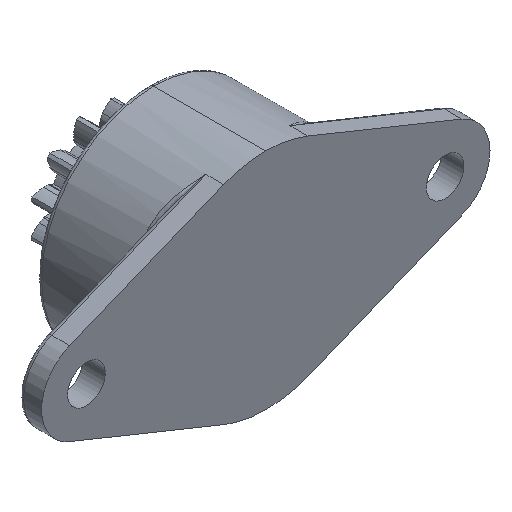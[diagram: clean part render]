
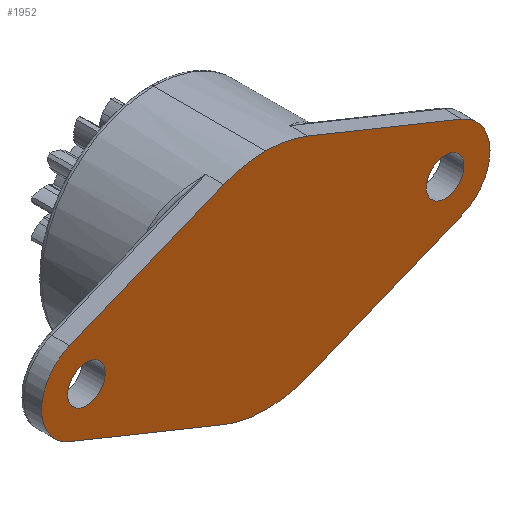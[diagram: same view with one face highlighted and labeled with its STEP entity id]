
A CAD part, isometric view. The second image highlights one B-rep face of the part: STEP entity #1952.
In plain terms, the highlighted planar face has unit normal (0, -1, 0).
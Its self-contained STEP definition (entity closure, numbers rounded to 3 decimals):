
#2 = AXIS2_PLACEMENT_3D ( 'NONE', #6306, #3278, #249 ) ;
#35 = CARTESIAN_POINT ( 'NONE',  ( -21.875, 0., 4.635 ) ) ;
#60 = VERTEX_POINT ( 'NONE', #4756 ) ;
#113 = CIRCLE ( 'NONE', #960, 2.1 ) ;
#130 = CARTESIAN_POINT ( 'NONE',  ( -21.875, 0., -4.635 ) ) ;
#152 = EDGE_CURVE ( 'NONE', #340, #60, #2123, .T. ) ;
#155 = CIRCLE ( 'NONE', #2, 2.1 ) ;
#171 = CARTESIAN_POINT ( 'NONE',  ( 0., 0., 0. ) ) ;
#249 = DIRECTION ( 'NONE',  ( 1., 0., 0. ) ) ;
#320 = AXIS2_PLACEMENT_3D ( 'NONE', #171, #3753, #2694 ) ;
#340 = VERTEX_POINT ( 'NONE', #5819 ) ;
#362 = VERTEX_POINT ( 'NONE', #4867 ) ;
#479 = LINE ( 'NONE', #4382, #4666 ) ;
#487 = VECTOR ( 'NONE', #635, 1000. ) ;
#533 = CARTESIAN_POINT ( 'NONE',  ( -4.687, 0., 11.588 ) ) ;
#602 = ORIENTED_EDGE ( 'NONE', *, *, #3302, .F. ) ;
#635 = DIRECTION ( 'NONE',  ( -0.927, 0., 0.375 ) ) ;
#670 = VECTOR ( 'NONE', #3079, 1000. ) ;
#719 = CARTESIAN_POINT ( 'NONE',  ( -20., 0., 0. ) ) ;
#765 = CARTESIAN_POINT ( 'NONE',  ( -22.1, 0., 0. ) ) ;
#823 = DIRECTION ( 'NONE',  ( -0.927, 0., -0.375 ) ) ;
#889 = CARTESIAN_POINT ( 'NONE',  ( 4.687, 0., -11.588 ) ) ;
#894 = DIRECTION ( 'NONE',  ( 0., -1., 0. ) ) ;
#960 = AXIS2_PLACEMENT_3D ( 'NONE', #4195, #1138, #4702 ) ;
#1006 = AXIS2_PLACEMENT_3D ( 'NONE', #2987, #6531, #3492 ) ;
#1036 = EDGE_CURVE ( 'NONE', #3685, #3878, #4526, .T. ) ;
#1138 = DIRECTION ( 'NONE',  ( 0., -1., 0. ) ) ;
#1223 = DIRECTION ( 'NONE',  ( 0., 0., -1. ) ) ;
#1311 = EDGE_CURVE ( 'NONE', #6087, #4843, #4592, .T. ) ;
#1329 = CARTESIAN_POINT ( 'NONE',  ( -25.3, 0., -12.65 ) ) ;
#1360 = DIRECTION ( 'NONE',  ( 0.927, 0., -0.375 ) ) ;
#1477 = FACE_BOUND ( 'NONE', #4993, .T. ) ;
#1514 = VERTEX_POINT ( 'NONE', #2219 ) ;
#1536 = CARTESIAN_POINT ( 'NONE',  ( 0., 0., 0. ) ) ;
#1555 = ORIENTED_EDGE ( 'NONE', *, *, #6519, .F. ) ;
#1641 = DIRECTION ( 'NONE',  ( 0., 1., 0. ) ) ;
#1689 = CIRCLE ( 'NONE', #6078, 12.5 ) ;
#1762 = VERTEX_POINT ( 'NONE', #2158 ) ;
#1797 = CARTESIAN_POINT ( 'NONE',  ( 21.875, 0., -4.635 ) ) ;
#1860 = DIRECTION ( 'NONE',  ( 0., 0., 1. ) ) ;
#1952 = ADVANCED_FACE ( 'NONE', ( #2834, #1477, #5529 ), #4857, .F. ) ;
#2053 = DIRECTION ( 'NONE',  ( 0., 0., -1. ) ) ;
#2070 = VECTOR ( 'NONE', #1360, 1000. ) ;
#2114 = ORIENTED_EDGE ( 'NONE', *, *, #2426, .F. ) ;
#2123 = CIRCLE ( 'NONE', #320, 12.5 ) ;
#2150 = EDGE_CURVE ( 'NONE', #3878, #4037, #5934, .T. ) ;
#2158 = CARTESIAN_POINT ( 'NONE',  ( 4.688, 0., 11.588 ) ) ;
#2219 = CARTESIAN_POINT ( 'NONE',  ( 22.1, 0., 0. ) ) ;
#2252 = CARTESIAN_POINT ( 'NONE',  ( 20., 0., 0. ) ) ;
#2254 = EDGE_CURVE ( 'NONE', #3936, #1762, #4091, .T. ) ;
#2260 = ORIENTED_EDGE ( 'NONE', *, *, #5337, .F. ) ;
#2339 = VERTEX_POINT ( 'NONE', #4751 ) ;
#2426 = EDGE_CURVE ( 'NONE', #4037, #3936, #3134, .T. ) ;
#2482 = EDGE_CURVE ( 'NONE', #2339, #1514, #113, .T. ) ;
#2694 = DIRECTION ( 'NONE',  ( 0., 0., -1. ) ) ;
#2762 = DIRECTION ( 'NONE',  ( 0., 0., -1. ) ) ;
#2834 = FACE_BOUND ( 'NONE', #4718, .T. ) ;
#2961 = CARTESIAN_POINT ( 'NONE',  ( 0., 0., 0. ) ) ;
#2987 = CARTESIAN_POINT ( 'NONE',  ( -20., 0., 0. ) ) ;
#3079 = DIRECTION ( 'NONE',  ( 0.927, 0., 0.375 ) ) ;
#3108 = ORIENTED_EDGE ( 'NONE', *, *, #4179, .F. ) ;
#3128 = CARTESIAN_POINT ( 'NONE',  ( 21.875, 0., 4.635 ) ) ;
#3134 = CIRCLE ( 'NONE', #4496, 12.5 ) ;
#3278 = DIRECTION ( 'NONE',  ( 0., -1., 0. ) ) ;
#3302 = EDGE_CURVE ( 'NONE', #6567, #340, #1689, .T. ) ;
#3459 = DIRECTION ( 'NONE',  ( 0., 0., -1. ) ) ;
#3492 = DIRECTION ( 'NONE',  ( 1., 0., 0. ) ) ;
#3685 = VERTEX_POINT ( 'NONE', #4571 ) ;
#3753 = DIRECTION ( 'NONE',  ( 0., 1., 0. ) ) ;
#3799 = ORIENTED_EDGE ( 'NONE', *, *, #3856, .F. ) ;
#3856 = EDGE_CURVE ( 'NONE', #6276, #362, #6260, .T. ) ;
#3878 = VERTEX_POINT ( 'NONE', #5983 ) ;
#3936 = VERTEX_POINT ( 'NONE', #6536 ) ;
#3945 = CARTESIAN_POINT ( 'NONE',  ( -20., 0., 0. ) ) ;
#4037 = VERTEX_POINT ( 'NONE', #533 ) ;
#4091 = CIRCLE ( 'NONE', #4612, 12.5 ) ;
#4136 = ORIENTED_EDGE ( 'NONE', *, *, #2150, .F. ) ;
#4179 = EDGE_CURVE ( 'NONE', #60, #3685, #4532, .T. ) ;
#4195 = CARTESIAN_POINT ( 'NONE',  ( 20., 0., 0. ) ) ;
#4277 = DIRECTION ( 'NONE',  ( 0., 1., 0. ) ) ;
#4286 = EDGE_CURVE ( 'NONE', #1514, #2339, #155, .T. ) ;
#4382 = CARTESIAN_POINT ( 'NONE',  ( 21.875, 0., -4.635 ) ) ;
#4408 = AXIS2_PLACEMENT_3D ( 'NONE', #1329, #4882, #1860 ) ;
#4457 = DIRECTION ( 'NONE',  ( 1., 0., 0. ) ) ;
#4496 = AXIS2_PLACEMENT_3D ( 'NONE', #2961, #6496, #3459 ) ;
#4503 = EDGE_LOOP ( 'NONE', ( #1555, #5932, #5206, #5106, #2114, #4136, #4726, #3108, #5823, #602 ) ) ;
#4526 = CIRCLE ( 'NONE', #5701, 5. ) ;
#4532 = LINE ( 'NONE', #130, #487 ) ;
#4570 = AXIS2_PLACEMENT_3D ( 'NONE', #2252, #5791, #2762 ) ;
#4571 = CARTESIAN_POINT ( 'NONE',  ( -21.875, 0., -4.635 ) ) ;
#4592 = CIRCLE ( 'NONE', #4570, 5. ) ;
#4612 = AXIS2_PLACEMENT_3D ( 'NONE', #4683, #1641, #5184 ) ;
#4666 = VECTOR ( 'NONE', #823, 1000. ) ;
#4683 = CARTESIAN_POINT ( 'NONE',  ( 0., 0., 0. ) ) ;
#4702 = DIRECTION ( 'NONE',  ( 1., 0., 0. ) ) ;
#4718 = EDGE_LOOP ( 'NONE', ( #5205, #5177 ) ) ;
#4726 = ORIENTED_EDGE ( 'NONE', *, *, #1036, .F. ) ;
#4751 = CARTESIAN_POINT ( 'NONE',  ( 17.9, 0., 0. ) ) ;
#4756 = CARTESIAN_POINT ( 'NONE',  ( -4.687, 0., -11.588 ) ) ;
#4843 = VERTEX_POINT ( 'NONE', #1797 ) ;
#4857 = PLANE ( 'NONE',  #4408 ) ;
#4867 = CARTESIAN_POINT ( 'NONE',  ( -17.9, 0., 0. ) ) ;
#4882 = DIRECTION ( 'NONE',  ( 0., 1., 0. ) ) ;
#4993 = EDGE_LOOP ( 'NONE', ( #2260, #3799 ) ) ;
#5077 = DIRECTION ( 'NONE',  ( 0., 1., 0. ) ) ;
#5106 = ORIENTED_EDGE ( 'NONE', *, *, #2254, .F. ) ;
#5177 = ORIENTED_EDGE ( 'NONE', *, *, #2482, .F. ) ;
#5184 = DIRECTION ( 'NONE',  ( 0., 0., -1. ) ) ;
#5205 = ORIENTED_EDGE ( 'NONE', *, *, #4286, .F. ) ;
#5206 = ORIENTED_EDGE ( 'NONE', *, *, #5219, .F. ) ;
#5219 = EDGE_CURVE ( 'NONE', #1762, #6087, #6110, .T. ) ;
#5337 = EDGE_CURVE ( 'NONE', #362, #6276, #5626, .T. ) ;
#5529 = FACE_OUTER_BOUND ( 'NONE', #4503, .T. ) ;
#5626 = CIRCLE ( 'NONE', #1006, 2.1 ) ;
#5701 = AXIS2_PLACEMENT_3D ( 'NONE', #719, #4277, #1223 ) ;
#5791 = DIRECTION ( 'NONE',  ( 0., 1., 0. ) ) ;
#5819 = CARTESIAN_POINT ( 'NONE',  ( 0., 0., -12.5 ) ) ;
#5823 = ORIENTED_EDGE ( 'NONE', *, *, #152, .F. ) ;
#5932 = ORIENTED_EDGE ( 'NONE', *, *, #1311, .F. ) ;
#5934 = LINE ( 'NONE', #35, #670 ) ;
#5983 = CARTESIAN_POINT ( 'NONE',  ( -21.875, 0., 4.635 ) ) ;
#6078 = AXIS2_PLACEMENT_3D ( 'NONE', #1536, #5077, #2053 ) ;
#6087 = VERTEX_POINT ( 'NONE', #3128 ) ;
#6110 = LINE ( 'NONE', #6395, #2070 ) ;
#6260 = CIRCLE ( 'NONE', #6510, 2.1 ) ;
#6276 = VERTEX_POINT ( 'NONE', #765 ) ;
#6306 = CARTESIAN_POINT ( 'NONE',  ( 20., 0., 0. ) ) ;
#6395 = CARTESIAN_POINT ( 'NONE',  ( 21.875, 0., 4.635 ) ) ;
#6496 = DIRECTION ( 'NONE',  ( 0., 1., 0. ) ) ;
#6510 = AXIS2_PLACEMENT_3D ( 'NONE', #3945, #894, #4457 ) ;
#6519 = EDGE_CURVE ( 'NONE', #4843, #6567, #479, .T. ) ;
#6531 = DIRECTION ( 'NONE',  ( 0., -1., 0. ) ) ;
#6536 = CARTESIAN_POINT ( 'NONE',  ( 0., 0., 12.5 ) ) ;
#6567 = VERTEX_POINT ( 'NONE', #889 ) ;
